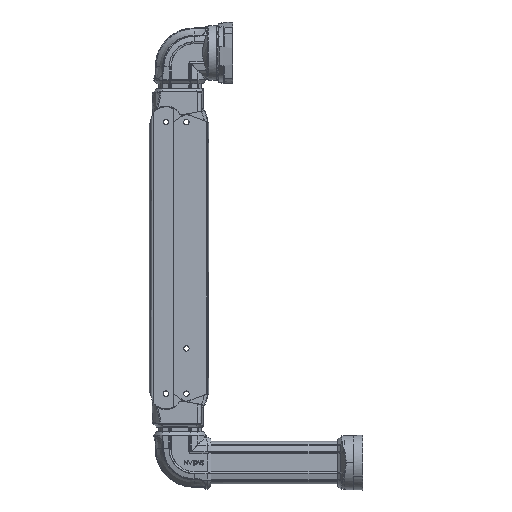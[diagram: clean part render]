
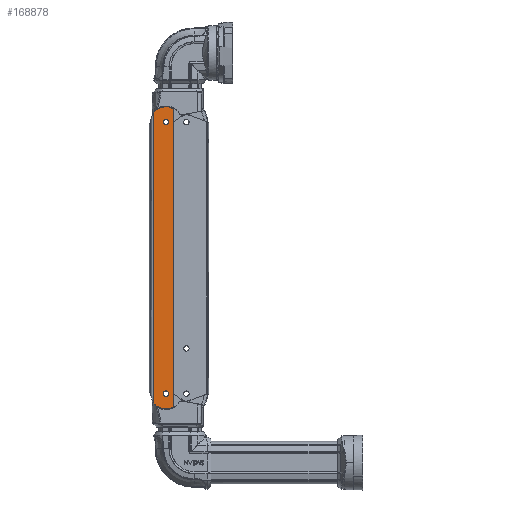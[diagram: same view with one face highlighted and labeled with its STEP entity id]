
A CAD part, left-side view. The second image highlights one B-rep face of the part: STEP entity #168878.
In plain terms, the highlighted free-form (B-spline) face has degree [1, 1] with [2, 2] control points.
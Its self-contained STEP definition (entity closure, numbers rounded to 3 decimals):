
#168730 = VERTEX_POINT('',#168731);
#168731 = CARTESIAN_POINT('',(-199.107,834.507,
    411.93));
#168762 = EDGE_CURVE('',#168763,#168730,#168765,.T.);
#168763 = VERTEX_POINT('',#168764);
#168764 = CARTESIAN_POINT('',(-199.107,834.507,
    -512.216));
#168765 = B_SPLINE_CURVE_WITH_KNOTS('',1,(#168766,#168767),
  .UNSPECIFIED.,.F.,.F.,(2,2),(-329.562,329.562),
  .PIECEWISE_BEZIER_KNOTS.);
#168766 = CARTESIAN_POINT('',(-199.107,834.507,
    -512.216));
#168767 = CARTESIAN_POINT('',(-199.107,834.507,
    411.93));
#168858 = VERTEX_POINT('',#168859);
#168859 = CARTESIAN_POINT('',(-199.107,835.393,
    412.539));
#168864 = EDGE_CURVE('',#168730,#168858,#168865,.T.);
#168865 = B_SPLINE_CURVE_WITH_KNOTS('',3,(#168866,#168867,#168868,
    #168869),.UNSPECIFIED.,.F.,.F.,(4,4),(0.,1.),
  .PIECEWISE_BEZIER_KNOTS.);
#168866 = CARTESIAN_POINT('',(-199.107,834.507,
    411.93));
#168867 = CARTESIAN_POINT('',(-199.107,834.776,
    412.171));
#168868 = CARTESIAN_POINT('',(-199.107,835.072,
    412.374));
#168869 = CARTESIAN_POINT('',(-199.107,835.393,
    412.539));
#168878 = ADVANCED_FACE('',(#168879,#168901,#168923),#168956,.F.);
#168879 = FACE_BOUND('',#168880,.T.);
#168880 = EDGE_LOOP('',(#168881,#168893));
#168881 = ORIENTED_EDGE('',*,*,#168882,.F.);
#168882 = EDGE_CURVE('',#168883,#168885,#168887,.T.);
#168883 = VERTEX_POINT('',#168884);
#168884 = CARTESIAN_POINT('',(-199.107,856.94,
    362.069));
#168885 = VERTEX_POINT('',#168886);
#168886 = CARTESIAN_POINT('',(-199.107,856.94,
    378.894));
#168887 = ( BOUNDED_CURVE() B_SPLINE_CURVE(2,(#168888,#168889,#168890,
#168891,#168892),.UNSPECIFIED.,.F.,.F.) B_SPLINE_CURVE_WITH_KNOTS((3,2,3
    ),(3.142,4.712,6.283),
.PIECEWISE_BEZIER_KNOTS.) CURVE() GEOMETRIC_REPRESENTATION_ITEM() 
RATIONAL_B_SPLINE_CURVE((1.,0.707,1.,0.707,1.)) 
REPRESENTATION_ITEM('') );
#168888 = CARTESIAN_POINT('',(-199.107,856.94,
    362.069));
#168889 = CARTESIAN_POINT('',(-199.107,848.528,
    362.069));
#168890 = CARTESIAN_POINT('',(-199.107,848.528,
    370.482));
#168891 = CARTESIAN_POINT('',(-199.107,848.528,
    378.894));
#168892 = CARTESIAN_POINT('',(-199.107,856.94,
    378.894));
#168893 = ORIENTED_EDGE('',*,*,#168894,.F.);
#168894 = EDGE_CURVE('',#168885,#168883,#168895,.T.);
#168895 = ( BOUNDED_CURVE() B_SPLINE_CURVE(2,(#168896,#168897,#168898,
#168899,#168900),.UNSPECIFIED.,.F.,.F.) B_SPLINE_CURVE_WITH_KNOTS((3,2,3
),(0.,1.571,3.142),.PIECEWISE_BEZIER_KNOTS.) CURVE() 
GEOMETRIC_REPRESENTATION_ITEM() RATIONAL_B_SPLINE_CURVE((1.,
0.707,1.,0.707,1.)) REPRESENTATION_ITEM('') );
#168896 = CARTESIAN_POINT('',(-199.107,856.94,
    378.894));
#168897 = CARTESIAN_POINT('',(-199.107,865.353,
    378.894));
#168898 = CARTESIAN_POINT('',(-199.107,865.353,
    370.482));
#168899 = CARTESIAN_POINT('',(-199.107,865.353,
    362.069));
#168900 = CARTESIAN_POINT('',(-199.107,856.94,
    362.069));
#168901 = FACE_BOUND('',#168902,.T.);
#168902 = EDGE_LOOP('',(#168903,#168915));
#168903 = ORIENTED_EDGE('',*,*,#168904,.F.);
#168904 = EDGE_CURVE('',#168905,#168907,#168909,.T.);
#168905 = VERTEX_POINT('',#168906);
#168906 = CARTESIAN_POINT('',(-199.107,856.94,
    -462.354));
#168907 = VERTEX_POINT('',#168908);
#168908 = CARTESIAN_POINT('',(-199.107,856.94,
    -479.179));
#168909 = ( BOUNDED_CURVE() B_SPLINE_CURVE(2,(#168910,#168911,#168912,
#168913,#168914),.UNSPECIFIED.,.F.,.F.) B_SPLINE_CURVE_WITH_KNOTS((3,2,3
),(0.,1.571,3.142),.PIECEWISE_BEZIER_KNOTS.) CURVE() 
GEOMETRIC_REPRESENTATION_ITEM() RATIONAL_B_SPLINE_CURVE((1.,
0.707,1.,0.707,1.)) REPRESENTATION_ITEM('') );
#168910 = CARTESIAN_POINT('',(-199.107,856.94,
    -462.354));
#168911 = CARTESIAN_POINT('',(-199.107,865.353,
    -462.354));
#168912 = CARTESIAN_POINT('',(-199.107,865.353,
    -470.767));
#168913 = CARTESIAN_POINT('',(-199.107,865.353,
    -479.179));
#168914 = CARTESIAN_POINT('',(-199.107,856.94,
    -479.179));
#168915 = ORIENTED_EDGE('',*,*,#168916,.F.);
#168916 = EDGE_CURVE('',#168907,#168905,#168917,.T.);
#168917 = ( BOUNDED_CURVE() B_SPLINE_CURVE(2,(#168918,#168919,#168920,
#168921,#168922),.UNSPECIFIED.,.F.,.F.) B_SPLINE_CURVE_WITH_KNOTS((3,2,3
    ),(3.142,4.712,6.283),
.PIECEWISE_BEZIER_KNOTS.) CURVE() GEOMETRIC_REPRESENTATION_ITEM() 
RATIONAL_B_SPLINE_CURVE((1.,0.707,1.,0.707,1.)) 
REPRESENTATION_ITEM('') );
#168918 = CARTESIAN_POINT('',(-199.107,856.94,
    -479.179));
#168919 = CARTESIAN_POINT('',(-199.107,848.528,
    -479.179));
#168920 = CARTESIAN_POINT('',(-199.107,848.528,
    -470.767));
#168921 = CARTESIAN_POINT('',(-199.107,848.528,
    -462.354));
#168922 = CARTESIAN_POINT('',(-199.107,856.94,
    -462.354));
#168923 = FACE_BOUND('',#168924,.T.);
#168924 = EDGE_LOOP('',(#168925,#168926,#168927,#168935,#168942,#168950)
  );
#168925 = ORIENTED_EDGE('',*,*,#168762,.T.);
#168926 = ORIENTED_EDGE('',*,*,#168864,.T.);
#168927 = ORIENTED_EDGE('',*,*,#168928,.T.);
#168928 = EDGE_CURVE('',#168858,#168929,#168931,.T.);
#168929 = VERTEX_POINT('',#168930);
#168930 = CARTESIAN_POINT('',(-199.107,895.504,
    397.793));
#168931 = ( BOUNDED_CURVE() B_SPLINE_CURVE(2,(#168932,#168933,#168934),
.UNSPECIFIED.,.F.,.F.) B_SPLINE_CURVE_WITH_KNOTS((3,3),(5.81,
7.238),.PIECEWISE_BEZIER_KNOTS.) CURVE() 
GEOMETRIC_REPRESENTATION_ITEM() RATIONAL_B_SPLINE_CURVE((1.,
0.756,1.)) REPRESENTATION_ITEM('') );
#168932 = CARTESIAN_POINT('',(-199.107,835.393,
    412.539));
#168933 = CARTESIAN_POINT('',(-199.107,871.837,
    431.21));
#168934 = CARTESIAN_POINT('',(-199.107,895.504,
    397.793));
#168935 = ORIENTED_EDGE('',*,*,#168936,.T.);
#168936 = EDGE_CURVE('',#168929,#168937,#168939,.T.);
#168937 = VERTEX_POINT('',#168938);
#168938 = CARTESIAN_POINT('',(-199.107,895.504,
    -498.079));
#168939 = B_SPLINE_CURVE_WITH_KNOTS('',1,(#168940,#168941),
  .UNSPECIFIED.,.F.,.F.,(2,2),(-319.479,319.479),
  .PIECEWISE_BEZIER_KNOTS.);
#168940 = CARTESIAN_POINT('',(-199.107,895.504,
    397.793));
#168941 = CARTESIAN_POINT('',(-199.107,895.504,
    -498.079));
#168942 = ORIENTED_EDGE('',*,*,#168943,.T.);
#168943 = EDGE_CURVE('',#168937,#168944,#168946,.T.);
#168944 = VERTEX_POINT('',#168945);
#168945 = CARTESIAN_POINT('',(-199.107,835.393,
    -512.824));
#168946 = ( BOUNDED_CURVE() B_SPLINE_CURVE(2,(#168947,#168948,#168949),
.UNSPECIFIED.,.F.,.F.) B_SPLINE_CURVE_WITH_KNOTS((3,3),(2.187,
3.615),.PIECEWISE_BEZIER_KNOTS.) CURVE() 
GEOMETRIC_REPRESENTATION_ITEM() RATIONAL_B_SPLINE_CURVE((1.,
0.756,1.)) REPRESENTATION_ITEM('') );
#168947 = CARTESIAN_POINT('',(-199.107,895.504,
    -498.079));
#168948 = CARTESIAN_POINT('',(-199.107,871.837,
    -531.495));
#168949 = CARTESIAN_POINT('',(-199.107,835.393,
    -512.824));
#168950 = ORIENTED_EDGE('',*,*,#168951,.F.);
#168951 = EDGE_CURVE('',#168763,#168944,#168952,.T.);
#168952 = ( BOUNDED_CURVE() B_SPLINE_CURVE(2,(#168953,#168954,#168955),
.UNSPECIFIED.,.F.,.F.) B_SPLINE_CURVE_WITH_KNOTS((3,3),(2.412,
2.668),.PIECEWISE_BEZIER_KNOTS.) CURVE() 
GEOMETRIC_REPRESENTATION_ITEM() RATIONAL_B_SPLINE_CURVE((1.,
0.992,1.)) REPRESENTATION_ITEM('') );
#168953 = CARTESIAN_POINT('',(-199.107,834.507,
    -512.216));
#168954 = CARTESIAN_POINT('',(-199.107,834.911,
    -512.577));
#168955 = CARTESIAN_POINT('',(-199.107,835.393,
    -512.824));
#168956 = B_SPLINE_SURFACE_WITH_KNOTS('',1,1,(
    (#168957,#168958)
    ,(#168959,#168960
    )),.UNSPECIFIED.,.F.,.F.,.F.,(2,2),(2,2),(-313.704,
    353.704),(-63.505,-20.),.PIECEWISE_BEZIER_KNOTS.);
#168957 = CARTESIAN_POINT('',(-199.107,895.504,
    -518.022));
#168958 = CARTESIAN_POINT('',(-199.107,834.507,
    -518.022));
#168959 = CARTESIAN_POINT('',(-199.107,895.504,
    417.737));
#168960 = CARTESIAN_POINT('',(-199.107,834.507,
    417.737));
